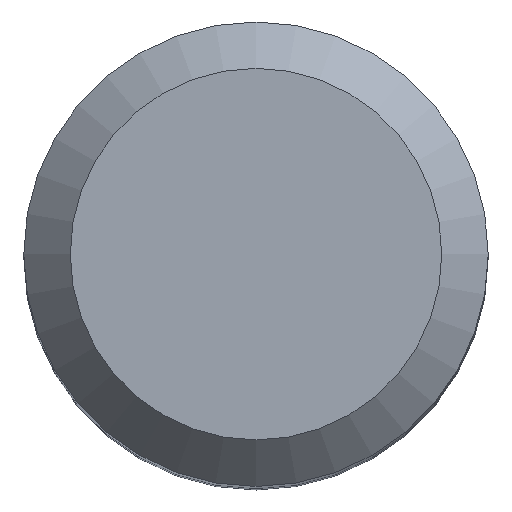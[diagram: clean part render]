
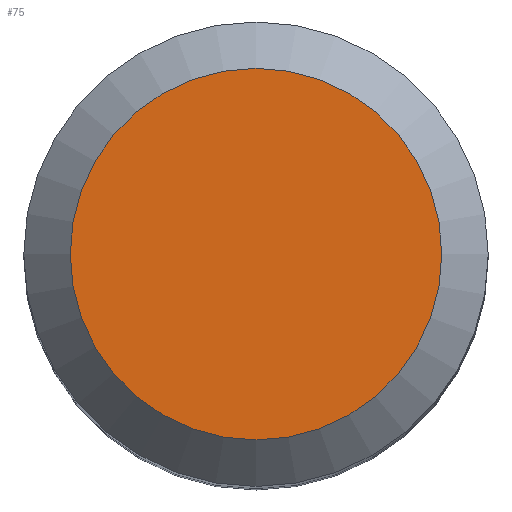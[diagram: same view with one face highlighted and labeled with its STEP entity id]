
A CAD part, top view. The second image highlights one B-rep face of the part: STEP entity #75.
In plain terms, the highlighted planar face has unit normal (0, 0, 1).
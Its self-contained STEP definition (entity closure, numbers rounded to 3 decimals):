
#61=PLANE('',#191);
#66=FACE_OUTER_BOUND('',#105,.T.);
#75=ADVANCED_FACE('',(#66),#61,.T.);
#105=EDGE_LOOP('',(#121));
#121=ORIENTED_EDGE('',*,*,#141,.T.);
#133=VERTEX_POINT('',#281);
#141=EDGE_CURVE('',#133,#133,#148,.T.);
#148=CIRCLE('',#190,7.2);
#190=AXIS2_PLACEMENT_3D('',#280,#227,#228);
#191=AXIS2_PLACEMENT_3D('',#282,#229,#230);
#227=DIRECTION('',(0.,0.,1.));
#228=DIRECTION('',(1.,0.,0.));
#229=DIRECTION('',(0.,0.,1.));
#230=DIRECTION('',(-1.,0.,0.));
#280=CARTESIAN_POINT('',(0.,0.,48.));
#281=CARTESIAN_POINT('',(7.2,0.,48.));
#282=CARTESIAN_POINT('',(0.,0.,48.));
